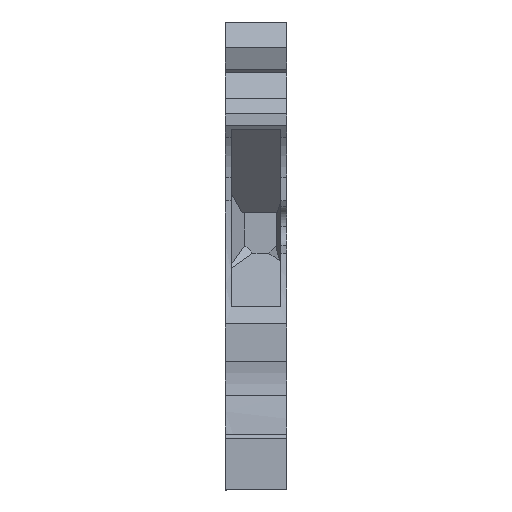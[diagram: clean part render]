
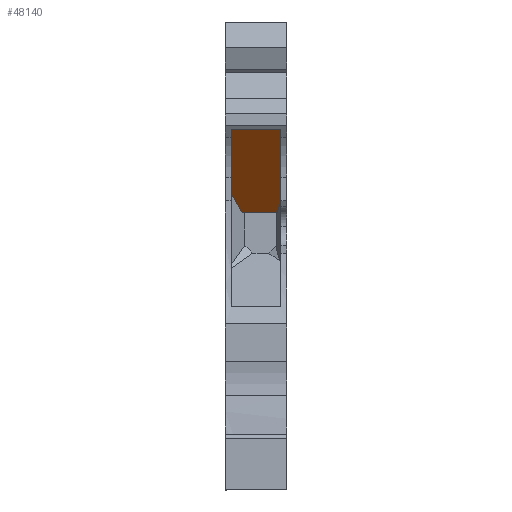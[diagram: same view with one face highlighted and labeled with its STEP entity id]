
A CAD part, front view. The second image highlights one B-rep face of the part: STEP entity #48140.
In plain terms, the highlighted face is planar.
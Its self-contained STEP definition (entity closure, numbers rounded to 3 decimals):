
#43950=CARTESIAN_POINT('',(16.795,11.322,
-0.25));
#43960=VERTEX_POINT('',#43950);
#43990=CARTESIAN_POINT('',(30.17,-2.365,
-0.25));
#44000=DIRECTION('',(0.699,-0.715,
0.));
#44010=VECTOR('',#44000,1.);
#44020=LINE('',#43990,#44010);
#44030=CARTESIAN_POINT('',(9.627,18.657,
-0.25));
#44040=VERTEX_POINT('',#44030);
#44050=EDGE_CURVE('',#44040,#43960,#44020,.T.);
#45080=CARTESIAN_POINT('',(9.627,18.657,
0.));
#45090=DIRECTION('',(0.,0.,1.));
#45100=VECTOR('',#45090,1.);
#45110=LINE('',#45080,#45100);
#45120=CARTESIAN_POINT('',(9.627,18.657,
-5.2));
#45130=VERTEX_POINT('',#45120);
#45140=EDGE_CURVE('',#45130,#44040,#45110,.T.);
#45830=CARTESIAN_POINT('',(30.17,-2.365,
-5.2));
#45840=DIRECTION('',(-0.699,0.715,
0.));
#45850=VECTOR('',#45840,1.);
#45860=LINE('',#45830,#45850);
#45870=CARTESIAN_POINT('',(15.936,12.201,
-5.2));
#45880=VERTEX_POINT('',#45870);
#45890=EDGE_CURVE('',#45880,#45130,#45860,.T.);
#47410=CARTESIAN_POINT('',(30.17,-2.365,
3.018));
#47420=DIRECTION('',(-0.648,0.663,
-0.374));
#47430=VECTOR('',#47420,1.);
#47440=LINE('',#47410,#47430);
#47450=CARTESIAN_POINT('',(17.804,10.29,
-4.122));
#47460=VERTEX_POINT('',#47450);
#47470=EDGE_CURVE('',#47460,#45880,#47440,.T.);
#47810=CARTESIAN_POINT('',(17.474,10.627,
0.965));
#47820=DIRECTION('',(0.715,0.699,
0.));
#47830=DIRECTION('',(-0.699,0.715,
0.));
#47840=AXIS2_PLACEMENT_3D('',#47810,#47820,#47830);
#47850=PLANE('',#47840);
#47860=CARTESIAN_POINT('',(30.17,-2.365,
-0.65));
#47870=DIRECTION('',(-0.699,0.715,
0.));
#47880=VECTOR('',#47870,1.);
#47890=LINE('',#47860,#47880);
#47900=CARTESIAN_POINT('',(17.874,10.218,
-0.65));
#47910=VERTEX_POINT('',#47900);
#47920=CARTESIAN_POINT('',(17.804,10.29,
-0.65));
#47930=VERTEX_POINT('',#47920);
#47940=EDGE_CURVE('',#47910,#47930,#47890,.T.);
#47950=ORIENTED_EDGE('',*,*,#47940,.F.);
#47960=CARTESIAN_POINT('',(17.804,10.29,
-2.725));
#47970=DIRECTION('',(0.,0.,1.));
#47980=VECTOR('',#47970,1.);
#47990=LINE('',#47960,#47980);
#48000=EDGE_CURVE('',#47460,#47930,#47990,.T.);
#48010=ORIENTED_EDGE('',*,*,#48000,.T.);
#48020=ORIENTED_EDGE('',*,*,#47470,.F.);
#48030=ORIENTED_EDGE('',*,*,#45890,.F.);
#48040=ORIENTED_EDGE('',*,*,#45140,.F.);
#48050=ORIENTED_EDGE('',*,*,#44050,.F.);
#48060=CARTESIAN_POINT('',(30.17,-2.365,
-5.209));
#48070=DIRECTION('',(-0.677,0.692,
0.251));
#48080=VECTOR('',#48070,1.);
#48090=LINE('',#48060,#48080);
#48100=EDGE_CURVE('',#47910,#43960,#48090,.T.);
#48110=ORIENTED_EDGE('',*,*,#48100,.T.);
#48120=EDGE_LOOP('',(#48110,#48050,#48040,#48030,#48020,#48010,#47950));
#48130=FACE_OUTER_BOUND('',#48120,.T.);
#48140=ADVANCED_FACE('',(#48130),#47850,.F.);
